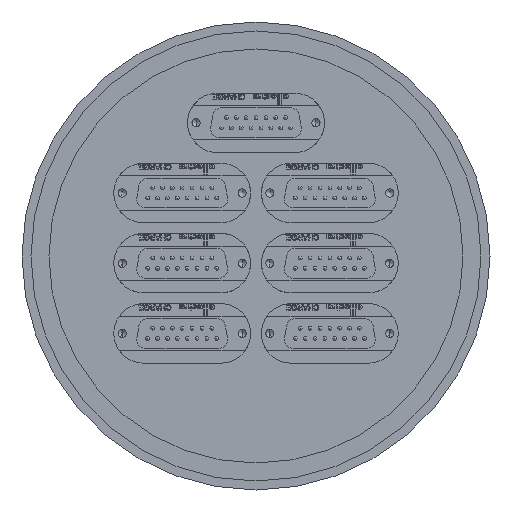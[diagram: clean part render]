
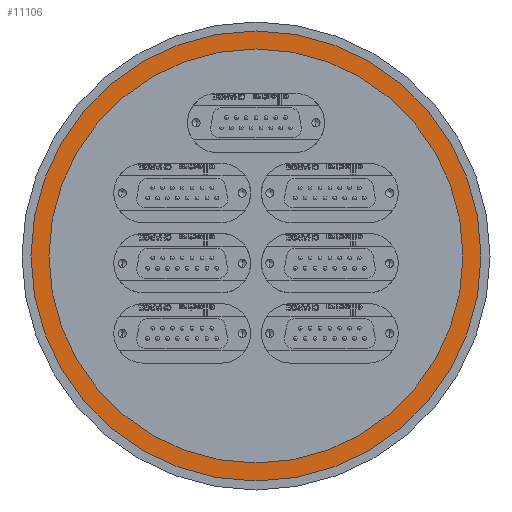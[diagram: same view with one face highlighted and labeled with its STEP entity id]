
A CAD part, front view. The second image highlights one B-rep face of the part: STEP entity #11106.
In plain terms, the highlighted planar face has unit normal (0, -1, 0).
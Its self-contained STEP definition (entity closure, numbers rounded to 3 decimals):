
#85 = CARTESIAN_POINT ( 'NONE',  ( 0., -10., 0. ) ) ;
#886 = CARTESIAN_POINT ( 'NONE',  ( 0., -10., -62.5 ) ) ;
#887 = DIRECTION ( 'NONE',  ( 0., -1., 0. ) ) ;
#1070 = PLANE ( 'NONE',  #12069 ) ;
#1243 = CARTESIAN_POINT ( 'NONE',  ( 0., -10., 62.5 ) ) ;
#1433 = ORIENTED_EDGE ( 'NONE', *, *, #8995, .F. ) ;
#1545 = EDGE_CURVE ( 'NONE', #8168, #8488, #7204, .T. ) ;
#1673 = DIRECTION ( 'NONE',  ( 0., -1., 0. ) ) ;
#1685 = ORIENTED_EDGE ( 'NONE', *, *, #3341, .T. ) ;
#2048 = CIRCLE ( 'NONE', #2658, 62.5 ) ;
#2095 = CIRCLE ( 'NONE', #9615, 62.5 ) ;
#2658 = AXIS2_PLACEMENT_3D ( 'NONE', #7540, #1673, #6420 ) ;
#3341 = EDGE_CURVE ( 'NONE', #10258, #10861, #2048, .T. ) ;
#3978 = DIRECTION ( 'NONE',  ( 0., -1., 0. ) ) ;
#4328 = CARTESIAN_POINT ( 'NONE',  ( 0., -10., -62.5 ) ) ;
#4806 = FACE_OUTER_BOUND ( 'NONE', #10629, .T. ) ;
#6420 = DIRECTION ( 'NONE',  ( 0., 0., -1. ) ) ;
#6507 = AXIS2_PLACEMENT_3D ( 'NONE', #9728, #3978, #7774 ) ;
#6587 = ORIENTED_EDGE ( 'NONE', *, *, #7504, .T. ) ;
#6755 = DIRECTION ( 'NONE',  ( 0., 0., -1. ) ) ;
#7204 = CIRCLE ( 'NONE', #8377, 57.5 ) ;
#7321 = CARTESIAN_POINT ( 'NONE',  ( 0., -10., -57.5 ) ) ;
#7504 = EDGE_CURVE ( 'NONE', #10861, #10258, #2095, .T. ) ;
#7540 = CARTESIAN_POINT ( 'NONE',  ( 0., -10., 0. ) ) ;
#7619 = CARTESIAN_POINT ( 'NONE',  ( 0., -10., 0. ) ) ;
#7744 = DIRECTION ( 'NONE',  ( 0., -1., 0. ) ) ;
#7774 = DIRECTION ( 'NONE',  ( 0., 0., -1. ) ) ;
#8168 = VERTEX_POINT ( 'NONE', #10976 ) ;
#8377 = AXIS2_PLACEMENT_3D ( 'NONE', #85, #9696, #6755 ) ;
#8488 = VERTEX_POINT ( 'NONE', #7321 ) ;
#8529 = FACE_BOUND ( 'NONE', #11809, .T. ) ;
#8995 = EDGE_CURVE ( 'NONE', #8488, #8168, #12031, .T. ) ;
#9397 = DIRECTION ( 'NONE',  ( 0., 0., -1. ) ) ;
#9615 = AXIS2_PLACEMENT_3D ( 'NONE', #7619, #887, #9397 ) ;
#9696 = DIRECTION ( 'NONE',  ( 0., -1., 0. ) ) ;
#9728 = CARTESIAN_POINT ( 'NONE',  ( 0., -10., 0. ) ) ;
#9746 = ORIENTED_EDGE ( 'NONE', *, *, #1545, .F. ) ;
#10258 = VERTEX_POINT ( 'NONE', #1243 ) ;
#10629 = EDGE_LOOP ( 'NONE', ( #6587, #1685 ) ) ;
#10861 = VERTEX_POINT ( 'NONE', #4328 ) ;
#10976 = CARTESIAN_POINT ( 'NONE',  ( 0., -10., 57.5 ) ) ;
#11106 = ADVANCED_FACE ( 'NONE', ( #4806, #8529 ), #1070, .T. ) ;
#11317 = DIRECTION ( 'NONE',  ( 0., 0., -1. ) ) ;
#11809 = EDGE_LOOP ( 'NONE', ( #1433, #9746 ) ) ;
#12031 = CIRCLE ( 'NONE', #6507, 57.5 ) ;
#12069 = AXIS2_PLACEMENT_3D ( 'NONE', #886, #7744, #11317 ) ;
